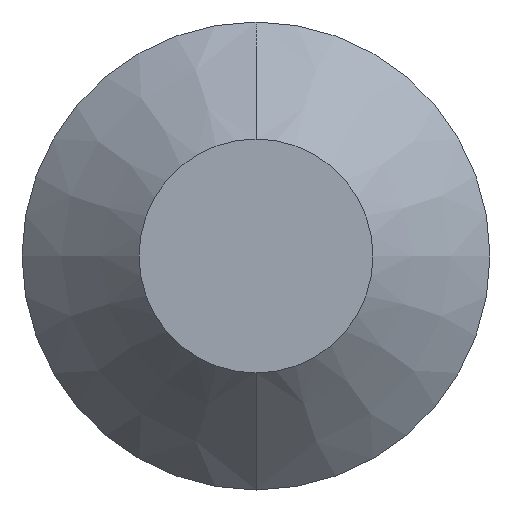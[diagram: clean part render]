
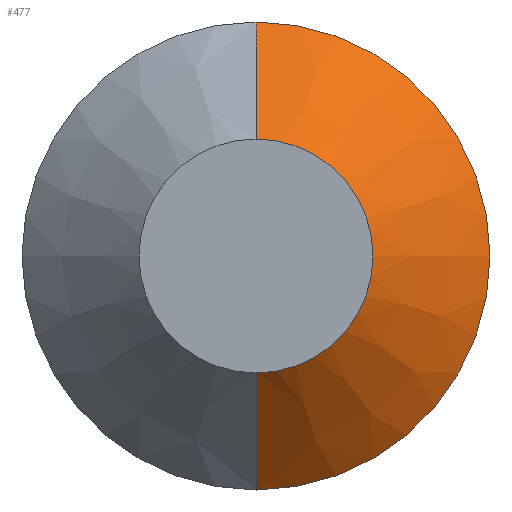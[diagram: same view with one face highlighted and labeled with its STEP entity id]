
A CAD part, front view. The second image highlights one B-rep face of the part: STEP entity #477.
In plain terms, the highlighted conical face has half-angle 45 degrees and reference radius 8 mm.
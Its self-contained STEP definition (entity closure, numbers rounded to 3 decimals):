
#7 = DIRECTION ( 'NONE',  ( 0., 1., 0. ) ) ;
#10 = VECTOR ( 'NONE', #729, 1000. ) ;
#11 = DIRECTION ( 'NONE',  ( 0., 0., 1. ) ) ;
#67 = CIRCLE ( 'NONE', #504, 8. ) ;
#100 = ORIENTED_EDGE ( 'NONE', *, *, #627, .T. ) ;
#155 = ORIENTED_EDGE ( 'NONE', *, *, #605, .F. ) ;
#158 = CARTESIAN_POINT ( 'NONE',  ( 0., -4.3, -4. ) ) ;
#209 = CARTESIAN_POINT ( 'NONE',  ( 0., -0.3, 0. ) ) ;
#215 = DIRECTION ( 'NONE',  ( 0., 0.707, -0.707 ) ) ;
#279 = ORIENTED_EDGE ( 'NONE', *, *, #503, .T. ) ;
#285 = CARTESIAN_POINT ( 'NONE',  ( 0., -0.3, -8. ) ) ;
#294 = DIRECTION ( 'NONE',  ( 0., 1., 0. ) ) ;
#336 = CARTESIAN_POINT ( 'NONE',  ( 0., -4.3, 0. ) ) ;
#378 = CONICAL_SURFACE ( 'NONE', #403, 8., 0.785 ) ;
#403 = AXIS2_PLACEMENT_3D ( 'NONE', #209, #7, #11 ) ;
#420 = LINE ( 'NONE', #285, #802 ) ;
#429 = CARTESIAN_POINT ( 'NONE',  ( 0., -0.3, 8. ) ) ;
#457 = ORIENTED_EDGE ( 'NONE', *, *, #721, .F. ) ;
#471 = FACE_OUTER_BOUND ( 'NONE', #521, .T. ) ;
#477 = ADVANCED_FACE ( 'NONE', ( #471 ), #378, .T. ) ;
#503 = EDGE_CURVE ( 'NONE', #782, #644, #874, .T. ) ;
#504 = AXIS2_PLACEMENT_3D ( 'NONE', #843, #294, #834 ) ;
#521 = EDGE_LOOP ( 'NONE', ( #279, #100, #155, #457 ) ) ;
#546 = DIRECTION ( 'NONE',  ( 0., 1., 0. ) ) ;
#560 = AXIS2_PLACEMENT_3D ( 'NONE', #336, #546, #827 ) ;
#594 = VERTEX_POINT ( 'NONE', #429 ) ;
#605 = EDGE_CURVE ( 'NONE', #594, #614, #67, .T. ) ;
#614 = VERTEX_POINT ( 'NONE', #751 ) ;
#627 = EDGE_CURVE ( 'NONE', #644, #614, #420, .T. ) ;
#644 = VERTEX_POINT ( 'NONE', #158 ) ;
#650 = CARTESIAN_POINT ( 'NONE',  ( 0., -0.3, 8. ) ) ;
#721 = EDGE_CURVE ( 'NONE', #782, #594, #783, .T. ) ;
#729 = DIRECTION ( 'NONE',  ( 0., 0.707, 0.707 ) ) ;
#751 = CARTESIAN_POINT ( 'NONE',  ( 0., -0.3, -8. ) ) ;
#782 = VERTEX_POINT ( 'NONE', #787 ) ;
#783 = LINE ( 'NONE', #650, #10 ) ;
#787 = CARTESIAN_POINT ( 'NONE',  ( 0., -4.3, 4. ) ) ;
#802 = VECTOR ( 'NONE', #215, 1000. ) ;
#827 = DIRECTION ( 'NONE',  ( 0., 0., 1. ) ) ;
#834 = DIRECTION ( 'NONE',  ( 0., 0., 1. ) ) ;
#843 = CARTESIAN_POINT ( 'NONE',  ( 0., -0.3, 0. ) ) ;
#874 = CIRCLE ( 'NONE', #560, 4. ) ;
